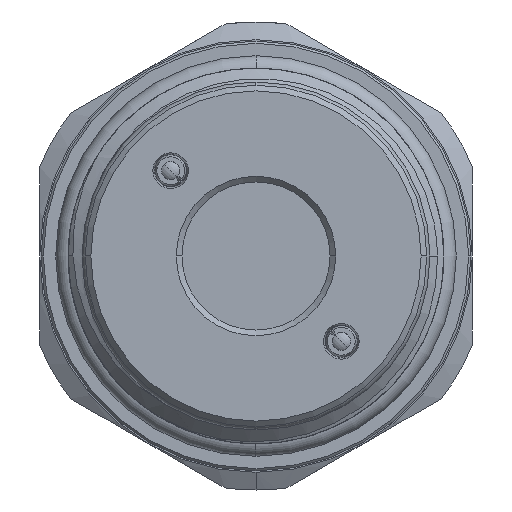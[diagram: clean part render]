
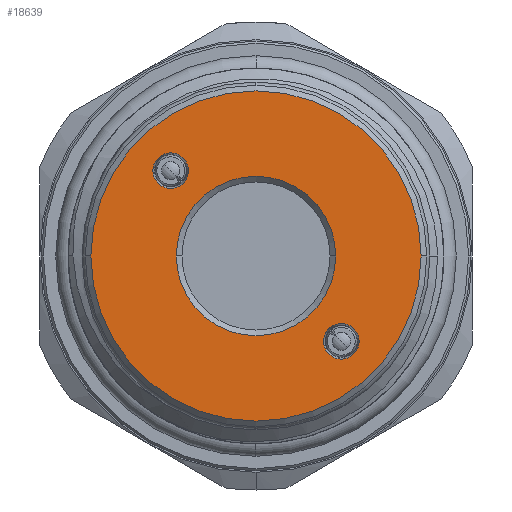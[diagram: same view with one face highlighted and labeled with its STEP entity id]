
A CAD part, left-side view. The second image highlights one B-rep face of the part: STEP entity #18639.
In plain terms, the highlighted planar face has unit normal (-1, 0, 0).
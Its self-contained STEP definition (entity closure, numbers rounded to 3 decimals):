
#49 = ORIENTED_EDGE ( 'NONE', *, *, #1550, .F. ) ;
#159 = EDGE_CURVE ( 'NONE', #15095, #13196, #3714, .T. ) ;
#210 = CARTESIAN_POINT ( 'NONE',  ( 0., 7.495, 7.495 ) ) ;
#407 = DIRECTION ( 'NONE',  ( -1., 0., 0. ) ) ;
#755 = VERTEX_POINT ( 'NONE', #17105 ) ;
#972 = CARTESIAN_POINT ( 'NONE',  ( 0., 0., 0. ) ) ;
#1032 = VERTEX_POINT ( 'NONE', #1346 ) ;
#1346 = CARTESIAN_POINT ( 'NONE',  ( 0., 7.495, 9.056 ) ) ;
#1506 = AXIS2_PLACEMENT_3D ( 'NONE', #12131, #7587, #10814 ) ;
#1550 = EDGE_CURVE ( 'NONE', #11578, #10013, #4737, .T. ) ;
#2052 = AXIS2_PLACEMENT_3D ( 'NONE', #13654, #18086, #6006 ) ;
#2401 = DIRECTION ( 'NONE',  ( -1., 0., 0. ) ) ;
#2740 = FACE_BOUND ( 'NONE', #8266, .T. ) ;
#2775 = EDGE_CURVE ( 'NONE', #755, #1032, #15554, .T. ) ;
#3044 = CARTESIAN_POINT ( 'NONE',  ( 0., 0., 0. ) ) ;
#3063 = CARTESIAN_POINT ( 'NONE',  ( 0., 7., 0. ) ) ;
#3065 = EDGE_LOOP ( 'NONE', ( #11280, #11700 ) ) ;
#3233 = CIRCLE ( 'NONE', #5108, 14.5 ) ;
#3304 = CIRCLE ( 'NONE', #13644, 1.561 ) ;
#3342 = DIRECTION ( 'NONE',  ( 0., 0., 1. ) ) ;
#3469 = CARTESIAN_POINT ( 'NONE',  ( 0., -14.5, 0. ) ) ;
#3482 = CARTESIAN_POINT ( 'NONE',  ( 0., 7.495, 7.495 ) ) ;
#3714 = CIRCLE ( 'NONE', #11987, 7. ) ;
#4221 = EDGE_CURVE ( 'NONE', #13196, #15095, #15798, .T. ) ;
#4737 = CIRCLE ( 'NONE', #1506, 1.561 ) ;
#5108 = AXIS2_PLACEMENT_3D ( 'NONE', #15433, #14048, #9456 ) ;
#5197 = ORIENTED_EDGE ( 'NONE', *, *, #4221, .T. ) ;
#5316 = FACE_BOUND ( 'NONE', #3065, .T. ) ;
#5532 = PLANE ( 'NONE',  #15649 ) ;
#5814 = AXIS2_PLACEMENT_3D ( 'NONE', #3482, #407, #3342 ) ;
#6006 = DIRECTION ( 'NONE',  ( 0., 1., 0. ) ) ;
#6485 = EDGE_CURVE ( 'NONE', #10013, #11578, #3304, .T. ) ;
#6606 = DIRECTION ( 'NONE',  ( -1., 0., 0. ) ) ;
#6712 = FACE_OUTER_BOUND ( 'NONE', #14541, .T. ) ;
#7161 = CARTESIAN_POINT ( 'NONE',  ( 0., -7., 0. ) ) ;
#7587 = DIRECTION ( 'NONE',  ( -1., 0., 0. ) ) ;
#7996 = DIRECTION ( 'NONE',  ( 0., 0., 1. ) ) ;
#8266 = EDGE_LOOP ( 'NONE', ( #49, #18655 ) ) ;
#8476 = EDGE_CURVE ( 'NONE', #13882, #15625, #9896, .T. ) ;
#8623 = AXIS2_PLACEMENT_3D ( 'NONE', #18813, #11392, #12878 ) ;
#8805 = DIRECTION ( 'NONE',  ( 1., 0., 0. ) ) ;
#8926 = DIRECTION ( 'NONE',  ( 0., 1., 0. ) ) ;
#9319 = CIRCLE ( 'NONE', #5814, 1.561 ) ;
#9456 = DIRECTION ( 'NONE',  ( 0., 1., 0. ) ) ;
#9864 = DIRECTION ( 'NONE',  ( 0., 0., -1. ) ) ;
#9883 = DIRECTION ( 'NONE',  ( 0., 1., 0. ) ) ;
#9896 = CIRCLE ( 'NONE', #2052, 14.5 ) ;
#10013 = VERTEX_POINT ( 'NONE', #10875 ) ;
#10814 = DIRECTION ( 'NONE',  ( 0., 0., -1. ) ) ;
#10875 = CARTESIAN_POINT ( 'NONE',  ( 0., -7.495, -5.935 ) ) ;
#11280 = ORIENTED_EDGE ( 'NONE', *, *, #13018, .F. ) ;
#11302 = CARTESIAN_POINT ( 'NONE',  ( 0., -7.495, -7.495 ) ) ;
#11392 = DIRECTION ( 'NONE',  ( 1., 0., 0. ) ) ;
#11399 = ORIENTED_EDGE ( 'NONE', *, *, #17987, .T. ) ;
#11571 = DIRECTION ( 'NONE',  ( 1., 0., 0. ) ) ;
#11578 = VERTEX_POINT ( 'NONE', #13757 ) ;
#11700 = ORIENTED_EDGE ( 'NONE', *, *, #2775, .F. ) ;
#11987 = AXIS2_PLACEMENT_3D ( 'NONE', #3044, #8805, #8926 ) ;
#12131 = CARTESIAN_POINT ( 'NONE',  ( 0., -7.495, -7.495 ) ) ;
#12878 = DIRECTION ( 'NONE',  ( 0., 1., 0. ) ) ;
#13018 = EDGE_CURVE ( 'NONE', #1032, #755, #9319, .T. ) ;
#13196 = VERTEX_POINT ( 'NONE', #3063 ) ;
#13644 = AXIS2_PLACEMENT_3D ( 'NONE', #11302, #2401, #9864 ) ;
#13654 = CARTESIAN_POINT ( 'NONE',  ( 0., 0., 0. ) ) ;
#13757 = CARTESIAN_POINT ( 'NONE',  ( 0., -7.495, -9.056 ) ) ;
#13882 = VERTEX_POINT ( 'NONE', #15416 ) ;
#14048 = DIRECTION ( 'NONE',  ( -1., 0., 0. ) ) ;
#14541 = EDGE_LOOP ( 'NONE', ( #14580, #11399 ) ) ;
#14580 = ORIENTED_EDGE ( 'NONE', *, *, #8476, .T. ) ;
#15095 = VERTEX_POINT ( 'NONE', #7161 ) ;
#15117 = AXIS2_PLACEMENT_3D ( 'NONE', #210, #6606, #7996 ) ;
#15416 = CARTESIAN_POINT ( 'NONE',  ( 0., 14.5, 0. ) ) ;
#15433 = CARTESIAN_POINT ( 'NONE',  ( 0., 0., 0. ) ) ;
#15438 = ORIENTED_EDGE ( 'NONE', *, *, #159, .T. ) ;
#15554 = CIRCLE ( 'NONE', #15117, 1.561 ) ;
#15625 = VERTEX_POINT ( 'NONE', #3469 ) ;
#15649 = AXIS2_PLACEMENT_3D ( 'NONE', #972, #11571, #9883 ) ;
#15798 = CIRCLE ( 'NONE', #8623, 7. ) ;
#17105 = CARTESIAN_POINT ( 'NONE',  ( 0., 7.495, 5.935 ) ) ;
#17212 = EDGE_LOOP ( 'NONE', ( #15438, #5197 ) ) ;
#17528 = FACE_BOUND ( 'NONE', #17212, .T. ) ;
#17987 = EDGE_CURVE ( 'NONE', #15625, #13882, #3233, .T. ) ;
#18086 = DIRECTION ( 'NONE',  ( -1., 0., 0. ) ) ;
#18639 = ADVANCED_FACE ( 'NONE', ( #17528, #6712, #5316, #2740 ), #5532, .F. ) ;
#18655 = ORIENTED_EDGE ( 'NONE', *, *, #6485, .F. ) ;
#18813 = CARTESIAN_POINT ( 'NONE',  ( 0., 0., 0. ) ) ;
